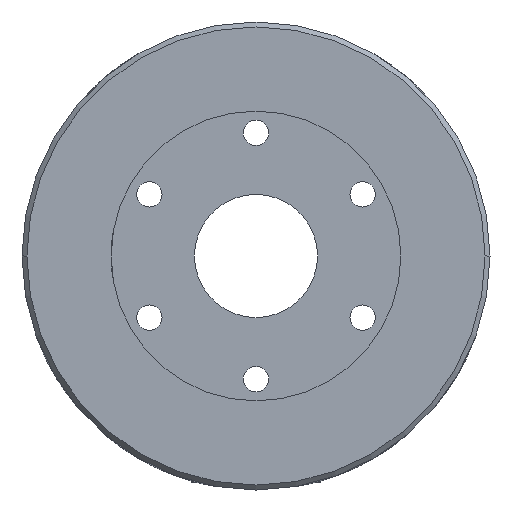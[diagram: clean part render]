
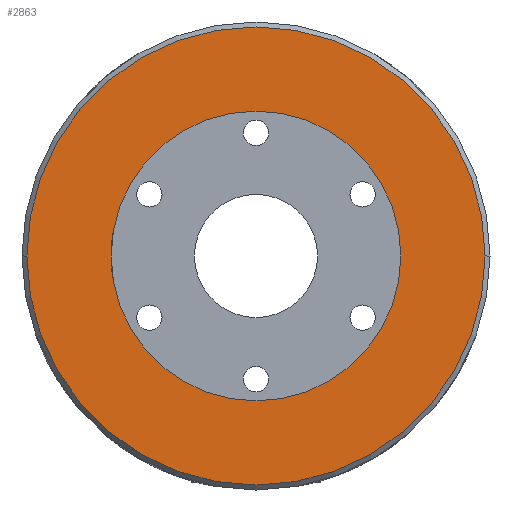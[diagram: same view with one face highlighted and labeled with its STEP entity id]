
A CAD part, left-side view. The second image highlights one B-rep face of the part: STEP entity #2863.
In plain terms, the highlighted planar face has unit normal (-1, 0, 0).
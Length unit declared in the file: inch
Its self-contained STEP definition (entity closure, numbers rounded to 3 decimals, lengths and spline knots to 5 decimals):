
#303 = CARTESIAN_POINT ( 'NONE',  ( -1.03, 1.47, 0. ) ) ;
#312 = CARTESIAN_POINT ( 'NONE',  ( -1.03, -1.47, 0. ) ) ;
#325 = CARTESIAN_POINT ( 'NONE',  ( -1.03, -2.325, 0. ) ) ;
#371 = CARTESIAN_POINT ( 'NONE',  ( -1.03, 2.325, 0. ) ) ;
#497 = VERTEX_POINT ( 'NONE', #371 ) ;
#538 = VERTEX_POINT ( 'NONE', #325 ) ;
#551 = VERTEX_POINT ( 'NONE', #312 ) ;
#560 = VERTEX_POINT ( 'NONE', #303 ) ;
#929 = FACE_OUTER_BOUND ( 'NONE', #5014, .T. ) ;
#949 = FACE_BOUND ( 'NONE', #5001, .T. ) ;
#1411 = AXIS2_PLACEMENT_3D ( 'NONE', #4309, #4308, #4307 ) ;
#1436 = AXIS2_PLACEMENT_3D ( 'NONE', #3962, #3959, #3958 ) ;
#1478 = AXIS2_PLACEMENT_3D ( 'NONE', #3170, #3163, #3162 ) ;
#1479 = AXIS2_PLACEMENT_3D ( 'NONE', #3167, #3160, #3159 ) ;
#1517 = AXIS2_PLACEMENT_3D ( 'NONE', #2936, #2930, #2929 ) ;
#1946 = EDGE_CURVE ( 'NONE', #538, #497, #2627, .T. ) ;
#2002 = EDGE_CURVE ( 'NONE', #551, #560, #2701, .T. ) ;
#2077 = EDGE_CURVE ( 'NONE', #497, #538, #2775, .T. ) ;
#2078 = EDGE_CURVE ( 'NONE', #560, #551, #2776, .T. ) ;
#2627 = CIRCLE ( 'NONE', #1411, 2.325 ) ;
#2701 = CIRCLE ( 'NONE', #1436, 1.47 ) ;
#2775 = CIRCLE ( 'NONE', #1478, 2.325 ) ;
#2776 = CIRCLE ( 'NONE', #1479, 1.47 ) ;
#2790 = ORIENTED_EDGE ( 'NONE', *, *, #2078, .F. ) ;
#2791 = ORIENTED_EDGE ( 'NONE', *, *, #2002, .F. ) ;
#2792 = ORIENTED_EDGE ( 'NONE', *, *, #1946, .T. ) ;
#2793 = ORIENTED_EDGE ( 'NONE', *, *, #2077, .T. ) ;
#2863 = ADVANCED_FACE ( 'NONE', ( #929, #949 ), #2946, .F. ) ;
#2929 = DIRECTION ( 'NONE',  ( 0., 1., 0. ) ) ;
#2930 = DIRECTION ( 'NONE',  ( 1., 0., 0. ) ) ;
#2936 = CARTESIAN_POINT ( 'NONE',  ( -1.03, 2.375, 0. ) ) ;
#2946 = PLANE ( 'NONE',  #1517 ) ;
#3159 = DIRECTION ( 'NONE',  ( 0., -1., 0. ) ) ;
#3160 = DIRECTION ( 'NONE',  ( -1., 0., 0. ) ) ;
#3162 = DIRECTION ( 'NONE',  ( 0., 1., 0. ) ) ;
#3163 = DIRECTION ( 'NONE',  ( -1., 0., 0. ) ) ;
#3167 = CARTESIAN_POINT ( 'NONE',  ( -1.03, 0., 0. ) ) ;
#3170 = CARTESIAN_POINT ( 'NONE',  ( -1.03, 0., 0. ) ) ;
#3958 = DIRECTION ( 'NONE',  ( 0., -1., 0. ) ) ;
#3959 = DIRECTION ( 'NONE',  ( -1., 0., 0. ) ) ;
#3962 = CARTESIAN_POINT ( 'NONE',  ( -1.03, 0., 0. ) ) ;
#4307 = DIRECTION ( 'NONE',  ( 0., 1., 0. ) ) ;
#4308 = DIRECTION ( 'NONE',  ( -1., 0., 0. ) ) ;
#4309 = CARTESIAN_POINT ( 'NONE',  ( -1.03, 0., 0. ) ) ;
#5001 = EDGE_LOOP ( 'NONE', ( #2791, #2790 ) ) ;
#5014 = EDGE_LOOP ( 'NONE', ( #2793, #2792 ) ) ;
